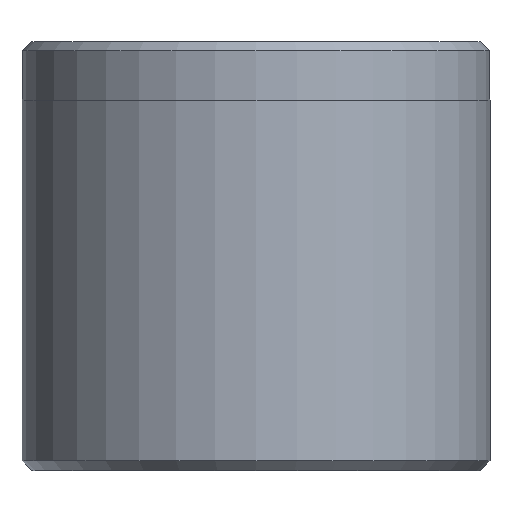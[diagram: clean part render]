
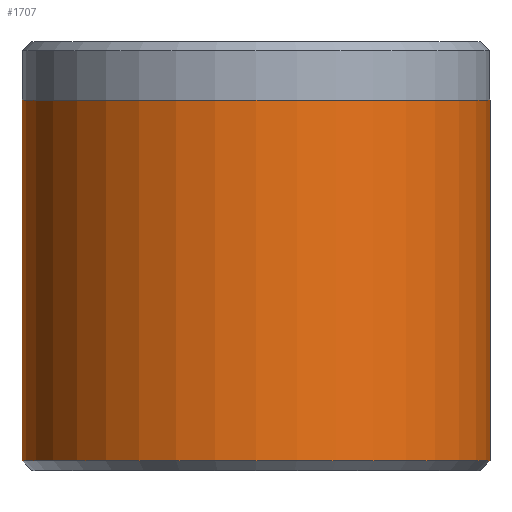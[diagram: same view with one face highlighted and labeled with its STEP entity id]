
A CAD part, front view. The second image highlights one B-rep face of the part: STEP entity #1707.
In plain terms, the highlighted cylindrical face has radius 12 mm (diameter 24 mm), a partial arc.
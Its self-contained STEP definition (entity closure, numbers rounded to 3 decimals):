
#9 = CARTESIAN_POINT ( 'NONE',  ( 12., 0., 22. ) ) ;
#32 = CIRCLE ( 'NONE', #495, 12. ) ;
#70 = VECTOR ( 'NONE', #1958, 1000. ) ;
#146 = CARTESIAN_POINT ( 'NONE',  ( -12., 0., 19. ) ) ;
#201 = CARTESIAN_POINT ( 'NONE',  ( -12., 0., 22. ) ) ;
#218 = DIRECTION ( 'NONE',  ( 0., 0., 1. ) ) ;
#258 = EDGE_LOOP ( 'NONE', ( #1403, #1188, #320, #2052 ) ) ;
#320 = ORIENTED_EDGE ( 'NONE', *, *, #1892, .T. ) ;
#434 = VECTOR ( 'NONE', #1417, 1000. ) ;
#466 = VERTEX_POINT ( 'NONE', #1281 ) ;
#469 = DIRECTION ( 'NONE',  ( -1., 0., 0. ) ) ;
#495 = AXIS2_PLACEMENT_3D ( 'NONE', #1197, #218, #1360 ) ;
#526 = DIRECTION ( 'NONE',  ( 0., 0., 1. ) ) ;
#589 = EDGE_CURVE ( 'NONE', #1709, #466, #1296, .T. ) ;
#690 = VERTEX_POINT ( 'NONE', #146 ) ;
#816 = FACE_OUTER_BOUND ( 'NONE', #258, .T. ) ;
#902 = LINE ( 'NONE', #201, #70 ) ;
#1188 = ORIENTED_EDGE ( 'NONE', *, *, #1240, .F. ) ;
#1194 = CYLINDRICAL_SURFACE ( 'NONE', #1377, 12. ) ;
#1197 = CARTESIAN_POINT ( 'NONE',  ( 0., 0., 0.5 ) ) ;
#1211 = CARTESIAN_POINT ( 'NONE',  ( 0., 0., 22. ) ) ;
#1238 = AXIS2_PLACEMENT_3D ( 'NONE', #1494, #526, #1641 ) ;
#1240 = EDGE_CURVE ( 'NONE', #690, #1709, #1518, .T. ) ;
#1281 = CARTESIAN_POINT ( 'NONE',  ( 12., 0., 0.5 ) ) ;
#1296 = LINE ( 'NONE', #9, #434 ) ;
#1360 = DIRECTION ( 'NONE',  ( 1., 0., 0. ) ) ;
#1377 = AXIS2_PLACEMENT_3D ( 'NONE', #1211, #1590, #469 ) ;
#1403 = ORIENTED_EDGE ( 'NONE', *, *, #589, .F. ) ;
#1417 = DIRECTION ( 'NONE',  ( 0., 0., -1. ) ) ;
#1494 = CARTESIAN_POINT ( 'NONE',  ( 0., 0., 19. ) ) ;
#1518 = CIRCLE ( 'NONE', #1238, 12. ) ;
#1590 = DIRECTION ( 'NONE',  ( 0., 0., -1. ) ) ;
#1641 = DIRECTION ( 'NONE',  ( 1., 0., 0. ) ) ;
#1648 = EDGE_CURVE ( 'NONE', #1662, #466, #32, .T. ) ;
#1662 = VERTEX_POINT ( 'NONE', #1968 ) ;
#1707 = ADVANCED_FACE ( 'NONE', ( #816 ), #1194, .T. ) ;
#1709 = VERTEX_POINT ( 'NONE', #2054 ) ;
#1892 = EDGE_CURVE ( 'NONE', #690, #1662, #902, .T. ) ;
#1958 = DIRECTION ( 'NONE',  ( 0., 0., -1. ) ) ;
#1968 = CARTESIAN_POINT ( 'NONE',  ( -12., 0., 0.5 ) ) ;
#2052 = ORIENTED_EDGE ( 'NONE', *, *, #1648, .T. ) ;
#2054 = CARTESIAN_POINT ( 'NONE',  ( 12., 0., 19. ) ) ;
